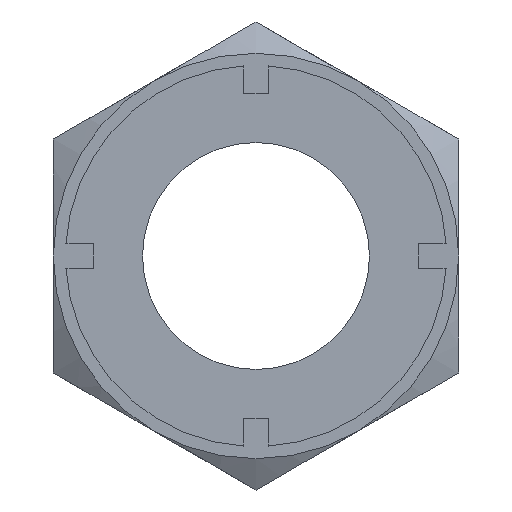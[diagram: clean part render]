
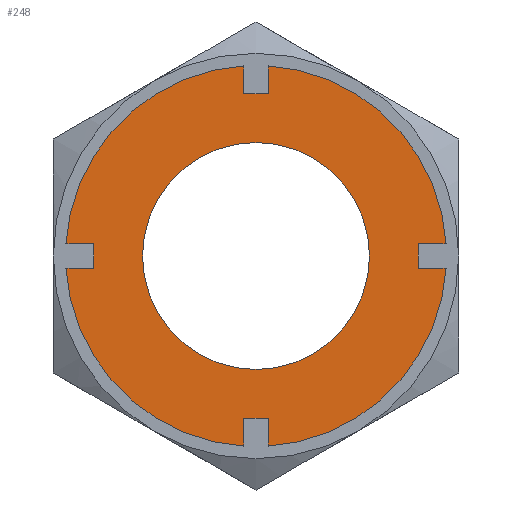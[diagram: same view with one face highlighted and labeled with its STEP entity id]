
A CAD part, left-side view. The second image highlights one B-rep face of the part: STEP entity #248.
In plain terms, the highlighted planar face has unit normal (-1, 0, 0).
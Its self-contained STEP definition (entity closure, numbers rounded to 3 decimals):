
#248=ADVANCED_FACE('',(#664,#665),#666,.T.);
#266=VERTEX_POINT('',#688);
#270=EDGE_CURVE('',#600,#454,#692,.T.);
#274=EDGE_CURVE('',#486,#596,#696,.T.);
#284=EDGE_CURVE('',#474,#538,#706,.T.);
#286=EDGE_CURVE('',#558,#344,#708,.T.);
#328=VERTEX_POINT('',#751);
#330=EDGE_CURVE('',#328,#344,#753,.T.);
#336=EDGE_CURVE('',#266,#388,#759,.T.);
#344=VERTEX_POINT('',#767);
#346=EDGE_CURVE('',#370,#328,#769,.T.);
#356=EDGE_CURVE('',#486,#370,#779,.T.);
#370=VERTEX_POINT('',#795);
#388=VERTEX_POINT('',#814);
#396=EDGE_CURVE('',#388,#266,#823,.T.);
#428=VERTEX_POINT('',#859);
#430=EDGE_CURVE('',#428,#454,#861,.T.);
#438=EDGE_CURVE('',#474,#458,#869,.T.);
#454=VERTEX_POINT('',#887);
#458=VERTEX_POINT('',#891);
#472=VERTEX_POINT('',#909);
#474=VERTEX_POINT('',#911);
#480=EDGE_CURVE('',#458,#428,#917,.T.);
#486=VERTEX_POINT('',#924);
#494=EDGE_CURVE('',#544,#512,#932,.T.);
#498=EDGE_CURVE('',#512,#538,#938,.T.);
#512=VERTEX_POINT('',#953);
#536=EDGE_CURVE('',#558,#544,#980,.T.);
#538=VERTEX_POINT('',#982);
#544=VERTEX_POINT('',#988);
#558=VERTEX_POINT('',#1004);
#564=EDGE_CURVE('',#472,#584,#1011,.T.);
#580=EDGE_CURVE('',#584,#596,#1027,.T.);
#584=VERTEX_POINT('',#1031);
#596=VERTEX_POINT('',#1046);
#600=VERTEX_POINT('',#1050);
#610=EDGE_CURVE('',#600,#472,#1060,.T.);
#664=FACE_BOUND('',#1127,.T.);
#665=FACE_OUTER_BOUND('',#1128,.T.);
#666=PLANE('',#1129);
#688=CARTESIAN_POINT('',(-33.,0.,14.0));
#692=CIRCLE('',#1159,23.5);
#696=CIRCLE('',#1164,23.5);
#706=CIRCLE('',#1185,23.5);
#708=CIRCLE('',#1188,23.5);
#751=CARTESIAN_POINT('',(-33.0,20.0,-1.5));
#753=LINE('',#1265,#1266);
#759=CIRCLE('',#1277,14.0);
#767=CARTESIAN_POINT('',(-33.0,23.452,-1.5));
#769=LINE('',#1298,#1299);
#779=LINE('',#1322,#1323);
#795=CARTESIAN_POINT('',(-33.0,20.0,1.5));
#814=CARTESIAN_POINT('',(-33.0,0.,-14.));
#823=CIRCLE('',#1399,14.0);
#859=CARTESIAN_POINT('',(-33.0,-20.0,1.5));
#861=LINE('',#1476,#1477);
#869=LINE('',#1490,#1491);
#887=CARTESIAN_POINT('',(-33.0,-23.452,1.5));
#891=CARTESIAN_POINT('',(-33.0,-20.0,-1.5));
#909=CARTESIAN_POINT('',(-33.0,-1.5,20.0));
#911=CARTESIAN_POINT('',(-33.0,-23.452,-1.5));
#917=LINE('',#1563,#1564);
#924=CARTESIAN_POINT('',(-33.0,23.452,1.5));
#932=LINE('',#1594,#1595);
#938=LINE('',#1602,#1603);
#953=CARTESIAN_POINT('',(-33.0,-1.5,-20.));
#980=LINE('',#1676,#1677);
#982=CARTESIAN_POINT('',(-33.0,-1.5,-23.452));
#988=CARTESIAN_POINT('',(-33.0,1.5,-20.));
#1004=CARTESIAN_POINT('',(-33.0,1.5,-23.452));
#1011=LINE('',#1735,#1736);
#1027=LINE('',#1778,#1779);
#1031=CARTESIAN_POINT('',(-33.0,1.5,20.0));
#1046=CARTESIAN_POINT('',(-33.0,1.5,23.452));
#1050=CARTESIAN_POINT('',(-33.0,-1.5,23.452));
#1060=LINE('',#1858,#1859);
#1127=EDGE_LOOP('',(#1932,#1933));
#1128=EDGE_LOOP('',(#1934,#1935,#1936,#1937,#1938,#1939,#1940,#1941,#1942,#1943,#1944,#1945,#1946,#1947,#1948,#1949));
#1129=AXIS2_PLACEMENT_3D('',#1950,#1951,#1952);
#1159=AXIS2_PLACEMENT_3D('',#1985,#1986,#1987);
#1164=AXIS2_PLACEMENT_3D('',#1988,#1989,#1990);
#1185=AXIS2_PLACEMENT_3D('',#1991,#1992,#1993);
#1188=AXIS2_PLACEMENT_3D('',#1994,#1995,#1996);
#1265=CARTESIAN_POINT('',(-33.0,21.375,-1.5));
#1266=VECTOR('',#2028,1.0);
#1277=AXIS2_PLACEMENT_3D('',#2031,#2032,#2033);
#1298=CARTESIAN_POINT('',(-33.0,20.0,-0.75));
#1299=VECTOR('',#2034,1.0);
#1322=CARTESIAN_POINT('',(-33.0,19.625,1.5));
#1323=VECTOR('',#2036,1.0);
#1399=AXIS2_PLACEMENT_3D('',#2083,#2084,#2085);
#1476=CARTESIAN_POINT('',(-33.0,-2.125,1.5));
#1477=VECTOR('',#2130,1.0);
#1490=CARTESIAN_POINT('',(-33.0,-0.375,-1.5));
#1491=VECTOR('',#2133,1.0);
#1563=CARTESIAN_POINT('',(-33.0,-20.0,0.75));
#1564=VECTOR('',#2185,1.0);
#1594=CARTESIAN_POINT('',(-33.0,8.875,-20.));
#1595=VECTOR('',#2196,1.0);
#1602=CARTESIAN_POINT('',(-33.0,-1.5,-11.75));
#1603=VECTOR('',#2223,1.0);
#1676=CARTESIAN_POINT('',(-33.0,1.5,-10.0));
#1677=VECTOR('',#2262,1.0);
#1735=CARTESIAN_POINT('',(-33.0,10.375,20.0));
#1736=VECTOR('',#2288,1.0);
#1778=CARTESIAN_POINT('',(-33.0,1.5,11.75));
#1779=VECTOR('',#2299,1.0);
#1858=CARTESIAN_POINT('',(-33.0,-1.5,10.));
#1859=VECTOR('',#2329,1.0);
#1932=ORIENTED_EDGE('',*,*,#396,.F.);
#1933=ORIENTED_EDGE('',*,*,#336,.F.);
#1934=ORIENTED_EDGE('',*,*,#610,.T.);
#1935=ORIENTED_EDGE('',*,*,#564,.T.);
#1936=ORIENTED_EDGE('',*,*,#580,.T.);
#1937=ORIENTED_EDGE('',*,*,#274,.F.);
#1938=ORIENTED_EDGE('',*,*,#356,.T.);
#1939=ORIENTED_EDGE('',*,*,#346,.T.);
#1940=ORIENTED_EDGE('',*,*,#330,.T.);
#1941=ORIENTED_EDGE('',*,*,#286,.F.);
#1942=ORIENTED_EDGE('',*,*,#536,.T.);
#1943=ORIENTED_EDGE('',*,*,#494,.T.);
#1944=ORIENTED_EDGE('',*,*,#498,.T.);
#1945=ORIENTED_EDGE('',*,*,#284,.F.);
#1946=ORIENTED_EDGE('',*,*,#438,.T.);
#1947=ORIENTED_EDGE('',*,*,#480,.T.);
#1948=ORIENTED_EDGE('',*,*,#430,.T.);
#1949=ORIENTED_EDGE('',*,*,#270,.F.);
#1950=CARTESIAN_POINT('',(-33.0,19.25,0.));
#1951=DIRECTION('',(-1.0,0.0,0.0));
#1952=DIRECTION('',(0.0,-1.0,0.));
#1985=CARTESIAN_POINT('',(-33.0,0.,0.));
#1986=DIRECTION('',(1.0,0.0,-0.0));
#1987=DIRECTION('',(0.0,1.0,0.));
#1988=CARTESIAN_POINT('',(-33.0,0.,0.));
#1989=DIRECTION('',(1.0,0.0,-0.0));
#1990=DIRECTION('',(0.0,1.0,0.));
#1991=CARTESIAN_POINT('',(-33.0,0.,0.));
#1992=DIRECTION('',(1.0,0.0,-0.0));
#1993=DIRECTION('',(0.0,1.0,0.));
#1994=CARTESIAN_POINT('',(-33.0,0.,0.));
#1995=DIRECTION('',(1.0,0.0,-0.0));
#1996=DIRECTION('',(0.0,1.0,0.));
#2028=DIRECTION('',(0.0,1.0,0.0));
#2031=CARTESIAN_POINT('',(-33.,0.,0.));
#2032=DIRECTION('',(-1.0,0.0,0.0));
#2033=DIRECTION('',(0.0,0.,1.0));
#2034=DIRECTION('',(0.0,0.0,-1.0));
#2036=DIRECTION('',(0.0,-1.0,0.0));
#2083=CARTESIAN_POINT('',(-33.,0.,0.));
#2084=DIRECTION('',(-1.0,0.0,0.0));
#2085=DIRECTION('',(0.0,0.,1.0));
#2130=DIRECTION('',(0.0,-1.0,0.0));
#2133=DIRECTION('',(0.0,1.0,0.0));
#2185=DIRECTION('',(0.0,0.0,1.0));
#2196=DIRECTION('',(0.0,-1.0,0.0));
#2223=DIRECTION('',(0.0,0.0,-1.0));
#2262=DIRECTION('',(0.0,0.0,1.0));
#2288=DIRECTION('',(0.0,1.0,0.0));
#2299=DIRECTION('',(0.0,0.0,1.0));
#2329=DIRECTION('',(0.0,0.0,-1.0));
